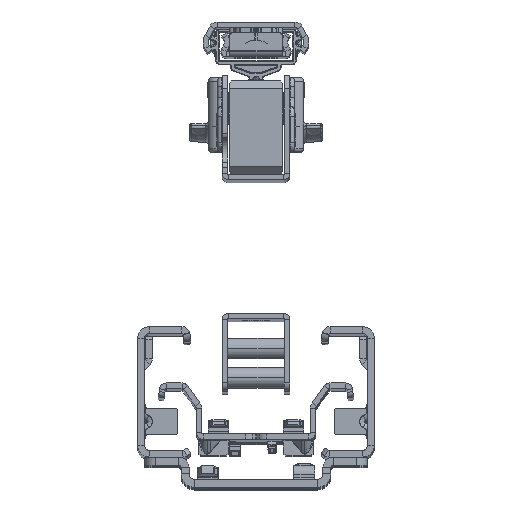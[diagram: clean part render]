
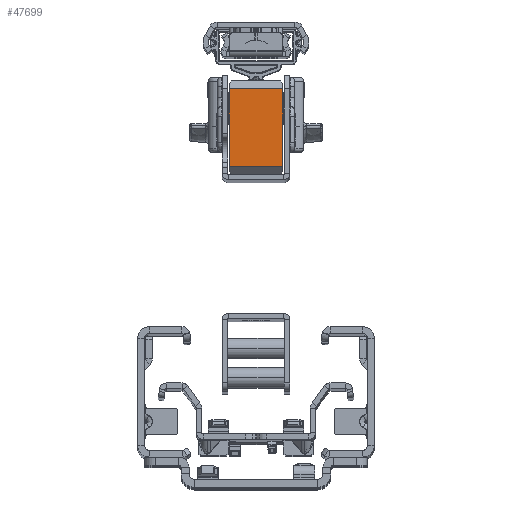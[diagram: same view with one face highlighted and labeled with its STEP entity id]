
A CAD part, top view. The second image highlights one B-rep face of the part: STEP entity #47699.
In plain terms, the highlighted face is planar.
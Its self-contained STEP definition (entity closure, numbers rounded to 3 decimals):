
#5973 = EDGE_CURVE ( 'NONE', #104301, #101583, #60244, .T. ) ;
#8088 = PLANE ( 'NONE',  #8262 ) ;
#8262 = AXIS2_PLACEMENT_3D ( 'NONE', #122514, #36819, #74952 ) ;
#18021 = DIRECTION ( 'NONE',  ( 0., 0., 1. ) ) ;
#19785 = VECTOR ( 'NONE', #98414, 1000. ) ;
#32460 = ORIENTED_EDGE ( 'NONE', *, *, #58856, .F. ) ;
#35946 = VECTOR ( 'NONE', #18021, 1000. ) ;
#36819 = DIRECTION ( 'NONE',  ( -1., 0., 0. ) ) ;
#37600 = CARTESIAN_POINT ( 'NONE',  ( -8., -14.5, -10. ) ) ;
#47699 = ADVANCED_FACE ( 'NONE', ( #66821 ), #8088, .T. ) ;
#51518 = VERTEX_POINT ( 'NONE', #102714 ) ;
#57898 = LINE ( 'NONE', #96067, #60164 ) ;
#58856 = EDGE_CURVE ( 'NONE', #118368, #51518, #57898, .T. ) ;
#59125 = DIRECTION ( 'NONE',  ( 0., 1., 0. ) ) ;
#60164 = VECTOR ( 'NONE', #59125, 1000. ) ;
#60244 = LINE ( 'NONE', #97800, #19785 ) ;
#62627 = ORIENTED_EDGE ( 'NONE', *, *, #96578, .T. ) ;
#63670 = EDGE_LOOP ( 'NONE', ( #32460, #62627, #90180, #65961 ) ) ;
#65961 = ORIENTED_EDGE ( 'NONE', *, *, #66561, .T. ) ;
#66561 = EDGE_CURVE ( 'NONE', #101583, #51518, #102350, .T. ) ;
#66821 = FACE_OUTER_BOUND ( 'NONE', #63670, .T. ) ;
#74952 = DIRECTION ( 'NONE',  ( 0., 0., 1. ) ) ;
#77887 = VECTOR ( 'NONE', #119878, 1000. ) ;
#80886 = CARTESIAN_POINT ( 'NONE',  ( -8., 14.5, 10. ) ) ;
#90180 = ORIENTED_EDGE ( 'NONE', *, *, #5973, .T. ) ;
#92336 = CARTESIAN_POINT ( 'NONE',  ( -8., 14.5, -9. ) ) ;
#94323 = CARTESIAN_POINT ( 'NONE',  ( -8., -14.5, 9. ) ) ;
#95552 = LINE ( 'NONE', #94323, #35946 ) ;
#96067 = CARTESIAN_POINT ( 'NONE',  ( -8., -17.5, -10. ) ) ;
#96578 = EDGE_CURVE ( 'NONE', #118368, #104301, #95552, .T. ) ;
#97800 = CARTESIAN_POINT ( 'NONE',  ( -8., -17.5, 10. ) ) ;
#98414 = DIRECTION ( 'NONE',  ( 0., 1., 0. ) ) ;
#101583 = VERTEX_POINT ( 'NONE', #80886 ) ;
#102350 = LINE ( 'NONE', #92336, #77887 ) ;
#102714 = CARTESIAN_POINT ( 'NONE',  ( -8., 14.5, -10. ) ) ;
#104301 = VERTEX_POINT ( 'NONE', #115863 ) ;
#115863 = CARTESIAN_POINT ( 'NONE',  ( -8., -14.5, 10. ) ) ;
#118368 = VERTEX_POINT ( 'NONE', #37600 ) ;
#119878 = DIRECTION ( 'NONE',  ( 0., 0., -1. ) ) ;
#122514 = CARTESIAN_POINT ( 'NONE',  ( -8., -17.5, 10. ) ) ;
